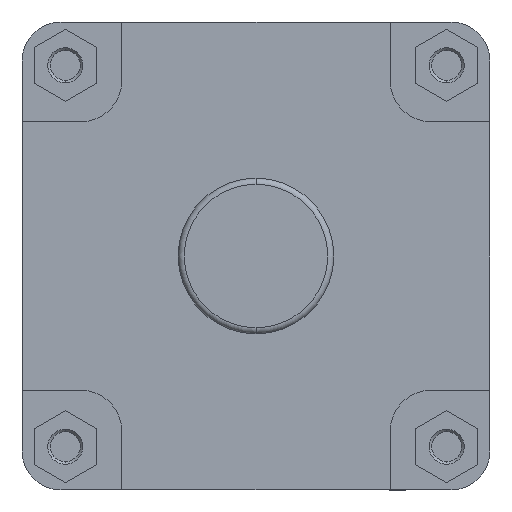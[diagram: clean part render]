
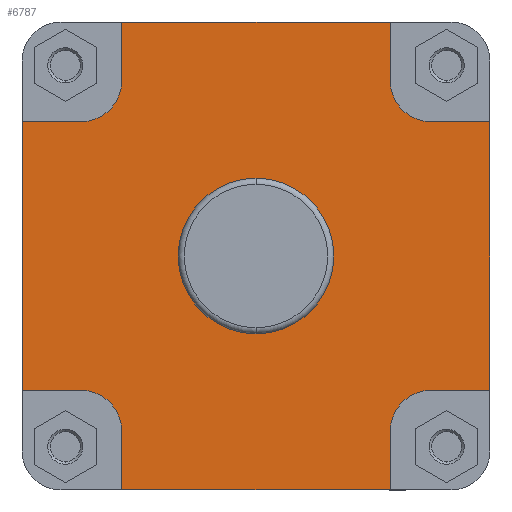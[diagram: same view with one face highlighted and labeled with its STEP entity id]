
A CAD part, left-side view. The second image highlights one B-rep face of the part: STEP entity #6787.
In plain terms, the highlighted planar face has unit normal (-1, 0, 0).
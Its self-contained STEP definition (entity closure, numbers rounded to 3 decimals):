
#311 = FACE_OUTER_BOUND ( 'NONE', #6414, .T. ) ;
#318 = FACE_BOUND ( 'NONE', #6228, .T. ) ;
#740 = CARTESIAN_POINT ( 'NONE',  ( 67., 135., 77.5 ) ) ;
#744 = CARTESIAN_POINT ( 'NONE',  ( 67., 101., -77.5 ) ) ;
#745 = CARTESIAN_POINT ( 'NONE',  ( 67., 77.5, 135. ) ) ;
#753 = CARTESIAN_POINT ( 'NONE',  ( 67., 77.5, -101. ) ) ;
#754 = CARTESIAN_POINT ( 'NONE',  ( 67., 135., -77.5 ) ) ;
#755 = CARTESIAN_POINT ( 'NONE',  ( 67., 77.5, 101. ) ) ;
#756 = CARTESIAN_POINT ( 'NONE',  ( 67., -77.5, 135. ) ) ;
#757 = CARTESIAN_POINT ( 'NONE',  ( 67., -77.5, 101. ) ) ;
#762 = CARTESIAN_POINT ( 'NONE',  ( 67., -135., 77.5 ) ) ;
#807 = CARTESIAN_POINT ( 'NONE',  ( 67., 101., 77.5 ) ) ;
#809 = CARTESIAN_POINT ( 'NONE',  ( 67., -101., 77.5 ) ) ;
#841 = CARTESIAN_POINT ( 'NONE',  ( 67., -135., -77.5 ) ) ;
#842 = CARTESIAN_POINT ( 'NONE',  ( 67., -77.5, -135. ) ) ;
#844 = CARTESIAN_POINT ( 'NONE',  ( 67., -101., -77.5 ) ) ;
#845 = CARTESIAN_POINT ( 'NONE',  ( 67., -77.5, -101. ) ) ;
#862 = CARTESIAN_POINT ( 'NONE',  ( 67., 77.5, -135. ) ) ;
#955 = CARTESIAN_POINT ( 'NONE',  ( 67., 0., -44.9 ) ) ;
#959 = CARTESIAN_POINT ( 'NONE',  ( 67., 0., 44.9 ) ) ;
#1661 = CARTESIAN_POINT ( 'NONE',  ( 67., 44.9, 0. ) ) ;
#1672 = PLANE ( 'NONE',  #3283 ) ;
#1673 = DIRECTION ( 'NONE',  ( 1., 0., 0. ) ) ;
#1674 = DIRECTION ( 'NONE',  ( 0., 0., -1. ) ) ;
#1889 = VECTOR ( 'NONE', #4441, 1000. ) ;
#1899 = LINE ( 'NONE', #4440, #1889 ) ;
#1907 = LINE ( 'NONE', #4449, #3770 ) ;
#2523 = EDGE_CURVE ( 'NONE', #4025, #3916, #3753, .T. ) ;
#2524 = EDGE_CURVE ( 'NONE', #3916, #3912, #3745, .T. ) ;
#2525 = EDGE_CURVE ( 'NONE', #3912, #3917, #1899, .T. ) ;
#2526 = EDGE_CURVE ( 'NONE', #3917, #3910, #3749, .T. ) ;
#2527 = EDGE_CURVE ( 'NONE', #3910, #3970, #3740, .T. ) ;
#2528 = EDGE_CURVE ( 'NONE', #3970, #3918, #3775, .T. ) ;
#2529 = EDGE_CURVE ( 'NONE', #3918, #3905, #1907, .T. ) ;
#2530 = EDGE_CURVE ( 'NONE', #3905, #3919, #3773, .T. ) ;
#2531 = EDGE_CURVE ( 'NONE', #3919, #3920, #3772, .T. ) ;
#2532 = EDGE_CURVE ( 'NONE', #3920, #3972, #3748, .T. ) ;
#2533 = EDGE_CURVE ( 'NONE', #3972, #3925, #3769, .T. ) ;
#2534 = EDGE_CURVE ( 'NONE', #4004, #3925, #3744, .T. ) ;
#2535 = EDGE_CURVE ( 'NONE', #4008, #4005, #3747, .T. ) ;
#2536 = EDGE_CURVE ( 'NONE', #4025, #4005, #3759, .T. ) ;
#2537 = EDGE_CURVE ( 'NONE', #4004, #4007, #3757, .T. ) ;
#2538 = EDGE_CURVE ( 'NONE', #4007, #4008, #3768, .T. ) ;
#2554 = EDGE_CURVE ( 'NONE', #4111, #4115, #3701, .T. ) ;
#2633 = EDGE_CURVE ( 'NONE', #4115, #4111, #3616, .T. ) ;
#2952 = AXIS2_PLACEMENT_3D ( 'NONE', #4433, #4438, #4439 ) ;
#2956 = AXIS2_PLACEMENT_3D ( 'NONE', #4430, #4447, #4448 ) ;
#2957 = AXIS2_PLACEMENT_3D ( 'NONE', #4437, #4455, #4456 ) ;
#2958 = AXIS2_PLACEMENT_3D ( 'NONE', #4462, #4469, #4470 ) ;
#2968 = AXIS2_PLACEMENT_3D ( 'NONE', #4511, #4513, #4514 ) ;
#2987 = AXIS2_PLACEMENT_3D ( 'NONE', #4686, #4689, #4690 ) ;
#3283 = AXIS2_PLACEMENT_3D ( 'NONE', #1661, #1673, #1674 ) ;
#3616 = CIRCLE ( 'NONE', #2987, 44.9 ) ;
#3701 = CIRCLE ( 'NONE', #2968, 44.9 ) ;
#3740 = LINE ( 'NONE', #4444, #3741 ) ;
#3741 = VECTOR ( 'NONE', #4445, 1000. ) ;
#3743 = VECTOR ( 'NONE', #4436, 1000. ) ;
#3744 = LINE ( 'NONE', #4460, #3754 ) ;
#3745 = CIRCLE ( 'NONE', #2952, 23.5 ) ;
#3747 = LINE ( 'NONE', #4446, #3781 ) ;
#3748 = CIRCLE ( 'NONE', #2957, 23.5 ) ;
#3749 = LINE ( 'NONE', #4442, #3777 ) ;
#3751 = VECTOR ( 'NONE', #4458, 1000. ) ;
#3753 = LINE ( 'NONE', #4435, #3743 ) ;
#3754 = VECTOR ( 'NONE', #4461, 1000. ) ;
#3757 = LINE ( 'NONE', #4466, #3758 ) ;
#3758 = VECTOR ( 'NONE', #4467, 1000. ) ;
#3759 = LINE ( 'NONE', #4464, #3778 ) ;
#3768 = CIRCLE ( 'NONE', #2958, 23.5 ) ;
#3769 = LINE ( 'NONE', #4457, #3751 ) ;
#3770 = VECTOR ( 'NONE', #4450, 1000. ) ;
#3771 = VECTOR ( 'NONE', #4454, 1000. ) ;
#3772 = LINE ( 'NONE', #4453, #3771 ) ;
#3773 = LINE ( 'NONE', #4451, #3774 ) ;
#3774 = VECTOR ( 'NONE', #4452, 1000. ) ;
#3775 = CIRCLE ( 'NONE', #2956, 23.5 ) ;
#3777 = VECTOR ( 'NONE', #4443, 1000. ) ;
#3778 = VECTOR ( 'NONE', #4465, 1000. ) ;
#3781 = VECTOR ( 'NONE', #4463, 1000. ) ;
#3905 = VERTEX_POINT ( 'NONE', #745 ) ;
#3910 = VERTEX_POINT ( 'NONE', #740 ) ;
#3912 = VERTEX_POINT ( 'NONE', #744 ) ;
#3916 = VERTEX_POINT ( 'NONE', #753 ) ;
#3917 = VERTEX_POINT ( 'NONE', #754 ) ;
#3918 = VERTEX_POINT ( 'NONE', #755 ) ;
#3919 = VERTEX_POINT ( 'NONE', #756 ) ;
#3920 = VERTEX_POINT ( 'NONE', #757 ) ;
#3925 = VERTEX_POINT ( 'NONE', #762 ) ;
#3970 = VERTEX_POINT ( 'NONE', #807 ) ;
#3972 = VERTEX_POINT ( 'NONE', #809 ) ;
#4004 = VERTEX_POINT ( 'NONE', #841 ) ;
#4005 = VERTEX_POINT ( 'NONE', #842 ) ;
#4007 = VERTEX_POINT ( 'NONE', #844 ) ;
#4008 = VERTEX_POINT ( 'NONE', #845 ) ;
#4025 = VERTEX_POINT ( 'NONE', #862 ) ;
#4111 = VERTEX_POINT ( 'NONE', #955 ) ;
#4115 = VERTEX_POINT ( 'NONE', #959 ) ;
#4430 = CARTESIAN_POINT ( 'NONE',  ( 67., 101., 101. ) ) ;
#4433 = CARTESIAN_POINT ( 'NONE',  ( 67., 101., -101. ) ) ;
#4435 = CARTESIAN_POINT ( 'NONE',  ( 67., 77.5, -135. ) ) ;
#4436 = DIRECTION ( 'NONE',  ( 0., 0., 1. ) ) ;
#4437 = CARTESIAN_POINT ( 'NONE',  ( 67., -101., 101. ) ) ;
#4438 = DIRECTION ( 'NONE',  ( -1., 0., 0. ) ) ;
#4439 = DIRECTION ( 'NONE',  ( 0., 0., -1. ) ) ;
#4440 = CARTESIAN_POINT ( 'NONE',  ( 67., 101., -77.5 ) ) ;
#4441 = DIRECTION ( 'NONE',  ( 0., 1., 0. ) ) ;
#4442 = CARTESIAN_POINT ( 'NONE',  ( 67., 135., 0. ) ) ;
#4443 = DIRECTION ( 'NONE',  ( 0., 0., 1. ) ) ;
#4444 = CARTESIAN_POINT ( 'NONE',  ( 67., 135., 77.5 ) ) ;
#4445 = DIRECTION ( 'NONE',  ( 0., -1., 0. ) ) ;
#4446 = CARTESIAN_POINT ( 'NONE',  ( 67., -77.5, -101. ) ) ;
#4447 = DIRECTION ( 'NONE',  ( -1., 0., 0. ) ) ;
#4448 = DIRECTION ( 'NONE',  ( 0., 0., -1. ) ) ;
#4449 = CARTESIAN_POINT ( 'NONE',  ( 67., 77.5, 101. ) ) ;
#4450 = DIRECTION ( 'NONE',  ( 0., 0., 1. ) ) ;
#4451 = CARTESIAN_POINT ( 'NONE',  ( 67., -297.141, 135. ) ) ;
#4452 = DIRECTION ( 'NONE',  ( 0., -1., 0. ) ) ;
#4453 = CARTESIAN_POINT ( 'NONE',  ( 67., -77.5, 135. ) ) ;
#4454 = DIRECTION ( 'NONE',  ( 0., 0., -1. ) ) ;
#4455 = DIRECTION ( 'NONE',  ( -1., 0., 0. ) ) ;
#4456 = DIRECTION ( 'NONE',  ( 0., 0., -1. ) ) ;
#4457 = CARTESIAN_POINT ( 'NONE',  ( 67., -101., 77.5 ) ) ;
#4458 = DIRECTION ( 'NONE',  ( 0., -1., 0. ) ) ;
#4460 = CARTESIAN_POINT ( 'NONE',  ( 67., -135., 0. ) ) ;
#4461 = DIRECTION ( 'NONE',  ( 0., 0., 1. ) ) ;
#4462 = CARTESIAN_POINT ( 'NONE',  ( 67., -101., -101. ) ) ;
#4463 = DIRECTION ( 'NONE',  ( 0., 0., -1. ) ) ;
#4464 = CARTESIAN_POINT ( 'NONE',  ( 67., -297.141, -135. ) ) ;
#4465 = DIRECTION ( 'NONE',  ( 0., -1., 0. ) ) ;
#4466 = CARTESIAN_POINT ( 'NONE',  ( 67., -135., -77.5 ) ) ;
#4467 = DIRECTION ( 'NONE',  ( 0., 1., 0. ) ) ;
#4469 = DIRECTION ( 'NONE',  ( -1., 0., 0. ) ) ;
#4470 = DIRECTION ( 'NONE',  ( 0., 0., -1. ) ) ;
#4511 = CARTESIAN_POINT ( 'NONE',  ( 67., 0., 0. ) ) ;
#4513 = DIRECTION ( 'NONE',  ( -1., 0., 0. ) ) ;
#4514 = DIRECTION ( 'NONE',  ( 0., 0., 1. ) ) ;
#4686 = CARTESIAN_POINT ( 'NONE',  ( 67., 0., 0. ) ) ;
#4689 = DIRECTION ( 'NONE',  ( -1., 0., 0. ) ) ;
#4690 = DIRECTION ( 'NONE',  ( 0., 0., 1. ) ) ;
#6108 = ORIENTED_EDGE ( 'NONE', *, *, #2523, .F. ) ;
#6109 = ORIENTED_EDGE ( 'NONE', *, *, #2524, .F. ) ;
#6110 = ORIENTED_EDGE ( 'NONE', *, *, #2525, .F. ) ;
#6111 = ORIENTED_EDGE ( 'NONE', *, *, #2526, .F. ) ;
#6112 = ORIENTED_EDGE ( 'NONE', *, *, #2527, .F. ) ;
#6115 = ORIENTED_EDGE ( 'NONE', *, *, #2535, .F. ) ;
#6116 = ORIENTED_EDGE ( 'NONE', *, *, #2532, .F. ) ;
#6120 = ORIENTED_EDGE ( 'NONE', *, *, #2533, .F. ) ;
#6123 = ORIENTED_EDGE ( 'NONE', *, *, #2528, .F. ) ;
#6126 = ORIENTED_EDGE ( 'NONE', *, *, #2633, .F. ) ;
#6127 = ORIENTED_EDGE ( 'NONE', *, *, #2530, .F. ) ;
#6129 = ORIENTED_EDGE ( 'NONE', *, *, #2537, .F. ) ;
#6130 = ORIENTED_EDGE ( 'NONE', *, *, #2531, .F. ) ;
#6132 = ORIENTED_EDGE ( 'NONE', *, *, #2529, .F. ) ;
#6133 = ORIENTED_EDGE ( 'NONE', *, *, #2534, .T. ) ;
#6134 = ORIENTED_EDGE ( 'NONE', *, *, #2536, .T. ) ;
#6137 = ORIENTED_EDGE ( 'NONE', *, *, #2538, .F. ) ;
#6141 = ORIENTED_EDGE ( 'NONE', *, *, #2554, .F. ) ;
#6228 = EDGE_LOOP ( 'NONE', ( #6126, #6141 ) ) ;
#6414 = EDGE_LOOP ( 'NONE', ( #6134, #6115, #6137, #6129, #6133, #6120, #6116, #6130, #6127, #6132, #6123, #6112, #6111, #6110, #6109, #6108 ) ) ;
#6787 = ADVANCED_FACE ( 'NONE', ( #318, #311 ), #1672, .F. ) ;
